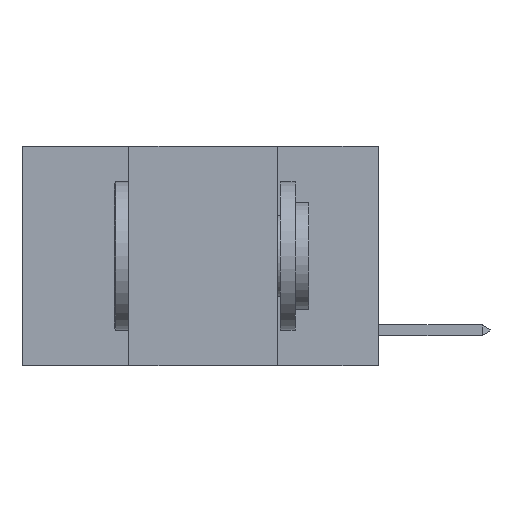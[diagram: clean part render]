
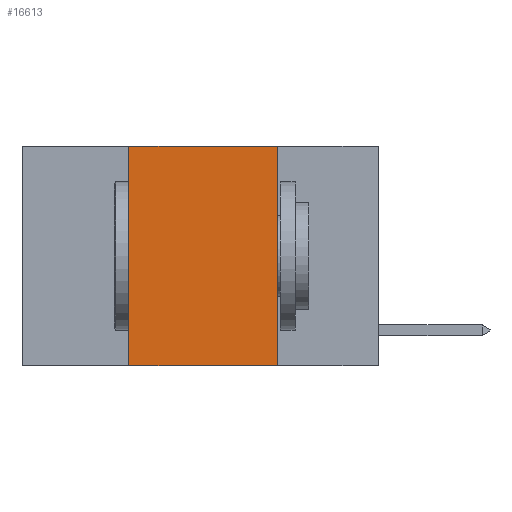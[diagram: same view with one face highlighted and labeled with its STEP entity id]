
A CAD part, left-side view. The second image highlights one B-rep face of the part: STEP entity #16613.
In plain terms, the highlighted planar face has unit normal (-1, 0, 0).
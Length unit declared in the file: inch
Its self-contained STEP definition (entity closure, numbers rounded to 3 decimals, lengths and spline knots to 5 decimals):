
#318 = CARTESIAN_POINT ( 'NONE',  ( 0., 0.6, -0.37 ) ) ;
#1215 = EDGE_CURVE ( 'NONE', #8280, #1805, #26310, .T. ) ;
#1591 = AXIS2_PLACEMENT_3D ( 'NONE', #16013, #7213, #11756 ) ;
#1805 = VERTEX_POINT ( 'NONE', #26701 ) ;
#2476 = DIRECTION ( 'NONE',  ( 0., 0., -1. ) ) ;
#2945 = ORIENTED_EDGE ( 'NONE', *, *, #1215, .F. ) ;
#4959 = LINE ( 'NONE', #318, #8776 ) ;
#6040 = ORIENTED_EDGE ( 'NONE', *, *, #9126, .T. ) ;
#6108 = CARTESIAN_POINT ( 'NONE',  ( 0., 0.17, 0. ) ) ;
#6289 = CARTESIAN_POINT ( 'NONE',  ( 0., 0.17, 0. ) ) ;
#6293 = DIRECTION ( 'NONE',  ( 0., 0., 1. ) ) ;
#6409 = VERTEX_POINT ( 'NONE', #24530 ) ;
#7213 = DIRECTION ( 'NONE',  ( 1., 0., 0. ) ) ;
#8280 = VERTEX_POINT ( 'NONE', #23447 ) ;
#8535 = EDGE_CURVE ( 'NONE', #1805, #18855, #24750, .T. ) ;
#8776 = VECTOR ( 'NONE', #13877, 39.37008 ) ;
#9126 = EDGE_CURVE ( 'NONE', #8280, #6409, #4959, .T. ) ;
#10407 = ORIENTED_EDGE ( 'NONE', *, *, #8535, .F. ) ;
#11756 = DIRECTION ( 'NONE',  ( 0., 0., -1. ) ) ;
#13002 = LINE ( 'NONE', #6289, #21231 ) ;
#13362 = CARTESIAN_POINT ( 'NONE',  ( 0., 0.6, 0. ) ) ;
#13648 = DIRECTION ( 'NONE',  ( 0., -1., 0. ) ) ;
#13877 = DIRECTION ( 'NONE',  ( 0., -1., 0. ) ) ;
#14021 = VECTOR ( 'NONE', #6293, 39.37008 ) ;
#14944 = CARTESIAN_POINT ( 'NONE',  ( 0., 0.42, 0. ) ) ;
#16013 = CARTESIAN_POINT ( 'NONE',  ( 0., 0.6, 0. ) ) ;
#16613 = ADVANCED_FACE ( 'NONE', ( #22996 ), #18925, .F. ) ;
#18368 = EDGE_CURVE ( 'NONE', #18855, #6409, #13002, .T. ) ;
#18753 = ORIENTED_EDGE ( 'NONE', *, *, #18368, .F. ) ;
#18855 = VERTEX_POINT ( 'NONE', #6108 ) ;
#18925 = PLANE ( 'NONE',  #1591 ) ;
#21231 = VECTOR ( 'NONE', #2476, 39.37008 ) ;
#22794 = VECTOR ( 'NONE', #13648, 39.37008 ) ;
#22996 = FACE_OUTER_BOUND ( 'NONE', #25086, .T. ) ;
#23447 = CARTESIAN_POINT ( 'NONE',  ( 0., 0.42, -0.37 ) ) ;
#24530 = CARTESIAN_POINT ( 'NONE',  ( 0., 0.17, -0.37 ) ) ;
#24750 = LINE ( 'NONE', #13362, #22794 ) ;
#25086 = EDGE_LOOP ( 'NONE', ( #18753, #10407, #2945, #6040 ) ) ;
#26310 = LINE ( 'NONE', #14944, #14021 ) ;
#26701 = CARTESIAN_POINT ( 'NONE',  ( 0., 0.42, 0. ) ) ;
